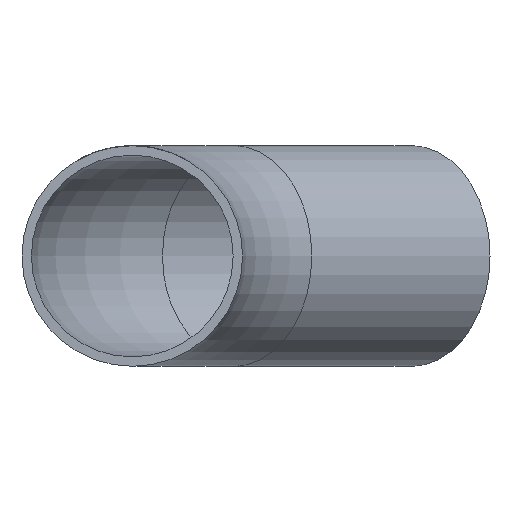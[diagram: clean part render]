
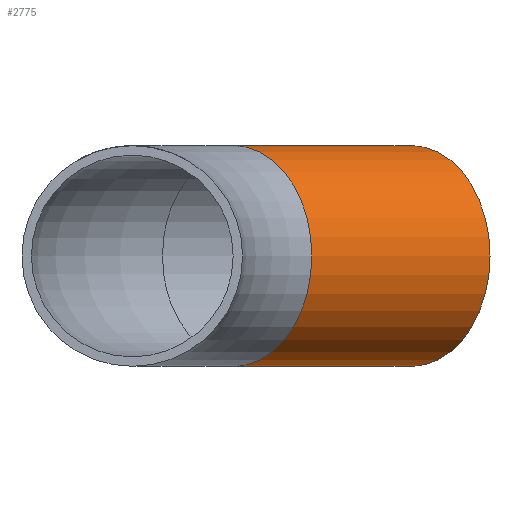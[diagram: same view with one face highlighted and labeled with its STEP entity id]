
A CAD part, front view. The second image highlights one B-rep face of the part: STEP entity #2775.
In plain terms, the highlighted cylindrical face has radius 17.5 mm (diameter 35 mm), a full revolution.
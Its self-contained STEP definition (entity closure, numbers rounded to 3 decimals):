
#17 = DIRECTION ( 'NONE',  ( 0., 0., 1. ) ) ;
#65 = CYLINDRICAL_SURFACE ( 'NONE', #1152, 17.5 ) ;
#127 = CARTESIAN_POINT ( 'NONE',  ( -10.607, 107.175, 17.5 ) ) ;
#147 = VERTEX_POINT ( 'NONE', #127 ) ;
#369 = CARTESIAN_POINT ( 'NONE',  ( -38.891, 78.891, 0. ) ) ;
#466 = CARTESIAN_POINT ( 'NONE',  ( -10.607, 107.175, 0. ) ) ;
#641 = EDGE_LOOP ( 'NONE', ( #1126 ) ) ;
#716 = FACE_OUTER_BOUND ( 'NONE', #2487, .T. ) ;
#832 = EDGE_CURVE ( 'NONE', #2184, #2184, #2636, .T. ) ;
#1017 = CARTESIAN_POINT ( 'NONE',  ( -38.891, 78.891, 17.5 ) ) ;
#1052 = ORIENTED_EDGE ( 'NONE', *, *, #2977, .F. ) ;
#1126 = ORIENTED_EDGE ( 'NONE', *, *, #832, .T. ) ;
#1132 = AXIS2_PLACEMENT_3D ( 'NONE', #466, #2090, #17 ) ;
#1152 = AXIS2_PLACEMENT_3D ( 'NONE', #2413, #1734, #2909 ) ;
#1734 = DIRECTION ( 'NONE',  ( 0.707, 0.707, 0. ) ) ;
#1794 = DIRECTION ( 'NONE',  ( 0., 0., 1. ) ) ;
#2020 = CIRCLE ( 'NONE', #1132, 17.5 ) ;
#2090 = DIRECTION ( 'NONE',  ( 0.707, 0.707, 0. ) ) ;
#2184 = VERTEX_POINT ( 'NONE', #1017 ) ;
#2413 = CARTESIAN_POINT ( 'NONE',  ( -38.891, 78.891, 0. ) ) ;
#2438 = AXIS2_PLACEMENT_3D ( 'NONE', #369, #2733, #1794 ) ;
#2487 = EDGE_LOOP ( 'NONE', ( #1052 ) ) ;
#2603 = FACE_OUTER_BOUND ( 'NONE', #641, .T. ) ;
#2636 = CIRCLE ( 'NONE', #2438, 17.5 ) ;
#2733 = DIRECTION ( 'NONE',  ( 0.707, 0.707, 0. ) ) ;
#2775 = ADVANCED_FACE ( 'NONE', ( #716, #2603 ), #65, .T. ) ;
#2909 = DIRECTION ( 'NONE',  ( -0.707, 0.707, 0. ) ) ;
#2977 = EDGE_CURVE ( 'NONE', #147, #147, #2020, .T. ) ;
